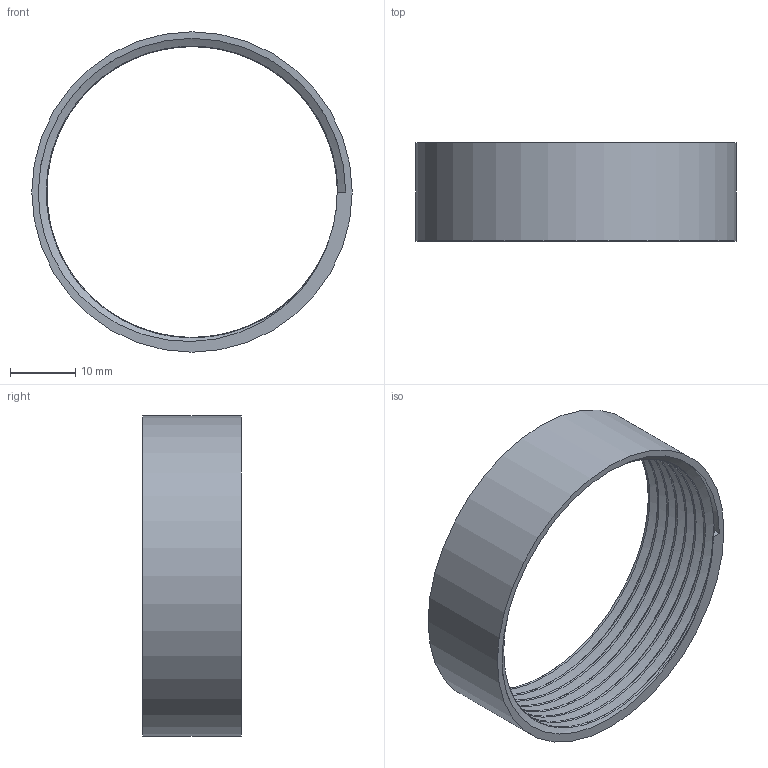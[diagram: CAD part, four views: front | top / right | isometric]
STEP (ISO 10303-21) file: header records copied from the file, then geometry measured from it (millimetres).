
FILE_DESCRIPTION(/* description */ (''),/* implementation_level */ '2;1');
FILE_NAME(/* name */ 'tube_filet_46 v3.step',/* time_stamp */ '2025-06-04T13:01:29+02:00',/* author */ (''),/* organization */ (''),/* preprocessor_version */ 'ST-DEVELOPER v20.1',/* originating_system */ 'Autodesk Translation Framework v14.4.0.0',/* authorisation */ '');
FILE_SCHEMA (('AUTOMOTIVE_DESIGN { 1 0 10303 214 3 1 1 }'));
Length unit declared in the file: millimetre
Products named in the file (1): tube_filet_46
Bounding box: 49 x 15 x 49 mm (x, y, z)
Volume: 3626.5 mm3; surface area: 6451.2 mm2
Topology: 1 solids, 1 shells, 16 faces, 42 edges, 28 vertices
Faces by surface type: cylinder 10, bspline 3, plane 3
Full cylindrical faces by diameter (mm): 47 x7, 49 x1
Entity records: 3139 total; most frequent: CARTESIAN_POINT 2757, ORIENTED_EDGE 84, DIRECTION 50, EDGE_CURVE 42, VERTEX_POINT 28, B_SPLINE_CURVE_WITH_KNOTS 25, AXIS2_PLACEMENT_3D 19, EDGE_LOOP 18
